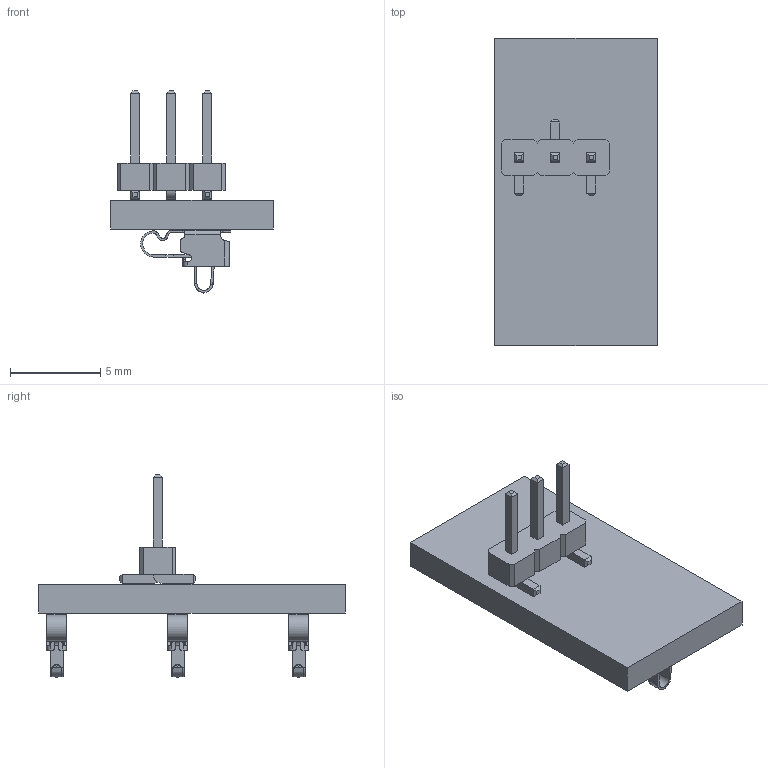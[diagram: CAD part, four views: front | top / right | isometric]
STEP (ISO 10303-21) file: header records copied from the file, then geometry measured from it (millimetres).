
FILE_DESCRIPTION(('KiCad electronic assembly'),'2;1');
FILE_NAME('batteryboard.step','2022-05-23T23:13:06',('Pcbnew'),('Kicad') ,'Open CASCADE STEP processor 7.6','KiCad to STEP converter','Unknown' );
FILE_SCHEMA(('AUTOMOTIVE_DESIGN { 1 0 10303 214 1 1 1 1 }'));
Length unit declared in the file: millimetre
Products named in the file (6): batteryboard 1; PinHeader_1x03_P2.00mm_Vertical_SMD_Pin1Left; SOLID; 120220-0204--3DModel-STEP-56544; COMPOUND; batteryboard PCB
Assembly tree (7 placements, depth 3):
  batteryboard 1
    PinHeader_1x03_P2.00mm_Vertical_SMD_Pin1Left
      SOLID
    120220-0204--3DModel-STEP-56544  x3
      COMPOUND
    batteryboard PCB
Bounding box: 9 x 17 x 11.2 mm (x, y, z)
Volume: 275.1 mm3; surface area: 641.4 mm2
Topology: 11 solids, 11 shells, 691 faces, 1710 edges, 1044 vertices
Faces by surface type: bspline 685, plane 6
Entity records: 17063 total; most frequent: CARTESIAN_POINT 7199, B_SPLINE_CURVE_WITH_KNOTS 1828, ORIENTED_EDGE 1420, PCURVE 1420, DEFINITIONAL_REPRESENTATION 1420, EDGE_CURVE 710, SURFACE_CURVE 710, VERTEX_POINT 436
